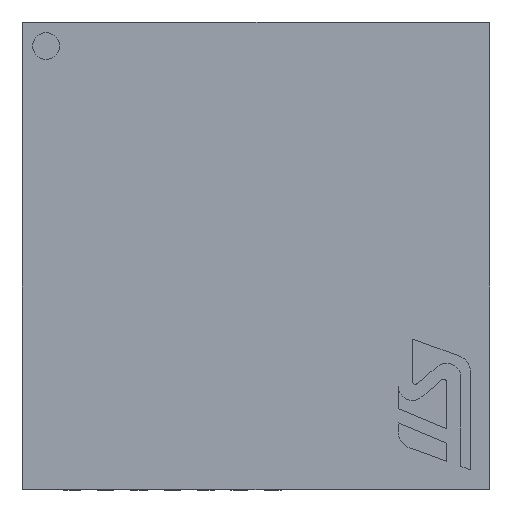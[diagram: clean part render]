
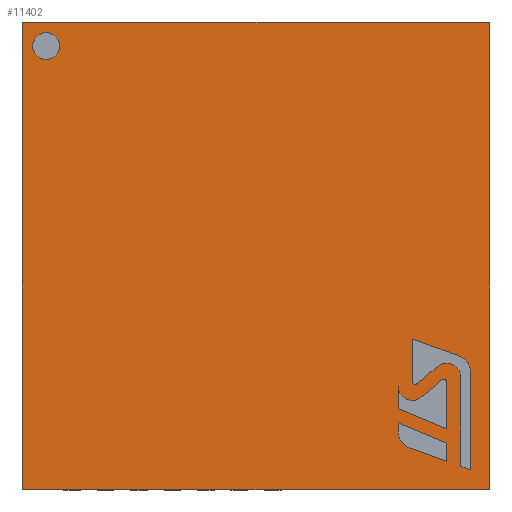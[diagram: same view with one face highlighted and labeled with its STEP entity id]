
A CAD part, top view. The second image highlights one B-rep face of the part: STEP entity #11402.
In plain terms, the highlighted planar face has unit normal (0, 0, 1).
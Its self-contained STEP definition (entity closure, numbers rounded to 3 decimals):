
#843=FACE_OUTER_BOUND('',#1540,.T.);
#1540=EDGE_LOOP('',(#8479,#8480,#8481,#8482));
#2587=LINE('',#17797,#3896);
#2588=LINE('',#17810,#3897);
#2592=LINE('',#17826,#3901);
#2593=LINE('',#17828,#3902);
#3896=VECTOR('',#14209,10.);
#3897=VECTOR('',#14228,10.);
#3901=VECTOR('',#14252,10.);
#3902=VECTOR('',#14255,10.);
#5192=VERTEX_POINT('',#17786);
#5194=VERTEX_POINT('',#17793);
#5195=VERTEX_POINT('',#17800);
#5196=VERTEX_POINT('',#17804);
#6455=EDGE_CURVE('',#5192,#5194,#2587,.T.);
#6462=EDGE_CURVE('',#5196,#5195,#2588,.T.);
#6471=EDGE_CURVE('',#5194,#5196,#2592,.T.);
#6472=EDGE_CURVE('',#5195,#5192,#2593,.T.);
#8479=ORIENTED_EDGE('',*,*,#6462,.F.);
#8480=ORIENTED_EDGE('',*,*,#6471,.F.);
#8481=ORIENTED_EDGE('',*,*,#6455,.F.);
#8482=ORIENTED_EDGE('',*,*,#6472,.F.);
#10821=PLANE('',#12385);
#11402=ADVANCED_FACE('',(#843),#10821,.T.);
#12385=AXIS2_PLACEMENT_3D('',#17857,#14289,#14290);
#14209=DIRECTION('',(0.,-1.,0.));
#14228=DIRECTION('',(0.,1.,0.));
#14252=DIRECTION('',(-1.,0.,0.));
#14255=DIRECTION('',(1.,0.,0.));
#14289=DIRECTION('center_axis',(0.,0.,1.));
#14290=DIRECTION('ref_axis',(1.,0.,0.));
#17786=CARTESIAN_POINT('',(3.49,3.49,0.65));
#17793=CARTESIAN_POINT('',(3.49,-3.49,0.65));
#17797=CARTESIAN_POINT('',(3.49,0.,0.65));
#17800=CARTESIAN_POINT('',(-3.49,3.49,0.65));
#17804=CARTESIAN_POINT('',(-3.49,-3.49,0.65));
#17810=CARTESIAN_POINT('',(-3.49,0.,0.65));
#17826=CARTESIAN_POINT('',(-1.75,-3.49,0.65));
#17828=CARTESIAN_POINT('',(-1.75,3.49,0.65));
#17857=CARTESIAN_POINT('Origin',(-3.5,0.,0.65));
